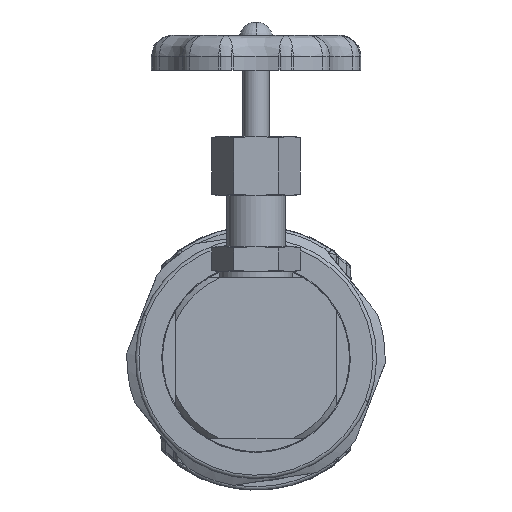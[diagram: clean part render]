
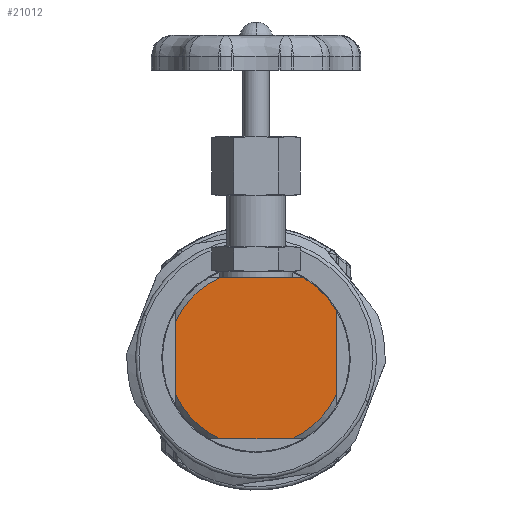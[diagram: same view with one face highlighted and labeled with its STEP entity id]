
A CAD part, front view. The second image highlights one B-rep face of the part: STEP entity #21012.
In plain terms, the highlighted planar face has unit normal (0, -1, 0).
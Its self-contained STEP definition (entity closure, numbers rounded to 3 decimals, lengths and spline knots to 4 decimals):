
#82 = PLANE ( 'NONE',  #1735 ) ;
#418 = CARTESIAN_POINT ( 'NONE',  ( 0., -5.0925, 0. ) ) ;
#1133 = CARTESIAN_POINT ( 'NONE',  ( 0., -5.0925, 0. ) ) ;
#1735 = AXIS2_PLACEMENT_3D ( 'NONE', #418, #21281, #63845 ) ;
#2308 = VERTEX_POINT ( 'NONE', #11140 ) ;
#4146 = DIRECTION ( 'NONE',  ( 1., 0., 0. ) ) ;
#7461 = CARTESIAN_POINT ( 'NONE',  ( 0., -5.0925, 0. ) ) ;
#7722 = ORIENTED_EDGE ( 'NONE', *, *, #23656, .T. ) ;
#7733 = DIRECTION ( 'NONE',  ( 1., 0., 0. ) ) ;
#8373 = VERTEX_POINT ( 'NONE', #35062 ) ;
#8778 = CARTESIAN_POINT ( 'NONE',  ( 0., -5.0925, 0. ) ) ;
#9425 = CARTESIAN_POINT ( 'NONE',  ( -0.9055, -5.0925, 0.9843 ) ) ;
#9990 = DIRECTION ( 'NONE',  ( 1., 0., 0. ) ) ;
#10988 = LINE ( 'NONE', #32119, #33808 ) ;
#11140 = CARTESIAN_POINT ( 'NONE',  ( -0.4102, -5.0925, 0.9055 ) ) ;
#12135 = CARTESIAN_POINT ( 'NONE',  ( -0.9055, -5.0925, 0.4102 ) ) ;
#14263 = VERTEX_POINT ( 'NONE', #12135 ) ;
#14610 = DIRECTION ( 'NONE',  ( 0., 0., -1. ) ) ;
#15033 = CARTESIAN_POINT ( 'NONE',  ( 0.9055, -5.0925, -0.4102 ) ) ;
#16227 = CARTESIAN_POINT ( 'NONE',  ( 0., -5.0925, 0. ) ) ;
#16393 = CARTESIAN_POINT ( 'NONE',  ( 0.5377, -5.0925, 0.9055 ) ) ;
#18158 = CIRCLE ( 'NONE', #56825, 0.9941 ) ;
#18893 = AXIS2_PLACEMENT_3D ( 'NONE', #1133, #55163, #7733 ) ;
#18901 = EDGE_CURVE ( 'NONE', #2308, #49354, #10988, .T. ) ;
#19674 = ORIENTED_EDGE ( 'NONE', *, *, #36376, .T. ) ;
#20329 = EDGE_CURVE ( 'NONE', #14263, #51647, #51318, .T. ) ;
#21012 = ADVANCED_FACE ( 'NONE', ( #47916 ), #82, .T. ) ;
#21281 = DIRECTION ( 'NONE',  ( 0., -1., 0. ) ) ;
#22515 = EDGE_CURVE ( 'NONE', #38661, #60154, #39852, .T. ) ;
#23656 = EDGE_CURVE ( 'NONE', #62488, #8373, #29137, .T. ) ;
#27146 = ORIENTED_EDGE ( 'NONE', *, *, #53395, .T. ) ;
#28359 = CARTESIAN_POINT ( 'NONE',  ( -0.9055, -5.0925, -0.4102 ) ) ;
#28587 = DIRECTION ( 'NONE',  ( 0., -1., 0. ) ) ;
#28784 = CIRCLE ( 'NONE', #39843, 0.9941 ) ;
#29137 = LINE ( 'NONE', #55778, #54993 ) ;
#29488 = ORIENTED_EDGE ( 'NONE', *, *, #20329, .T. ) ;
#31128 = DIRECTION ( 'NONE',  ( 1., 0., 0. ) ) ;
#32119 = CARTESIAN_POINT ( 'NONE',  ( 0., -5.0925, 0.9055 ) ) ;
#32600 = EDGE_CURVE ( 'NONE', #2308, #14263, #28784, .T. ) ;
#33808 = VECTOR ( 'NONE', #9990, 39.3701 ) ;
#34745 = DIRECTION ( 'NONE',  ( 1., 0., 0. ) ) ;
#35062 = CARTESIAN_POINT ( 'NONE',  ( 0.4102, -5.0925, -0.9055 ) ) ;
#36376 = EDGE_CURVE ( 'NONE', #38661, #49354, #48734, .T. ) ;
#38133 = CARTESIAN_POINT ( 'NONE',  ( 0.9055, -5.0925, 0.5377 ) ) ;
#38661 = VERTEX_POINT ( 'NONE', #38133 ) ;
#39615 = DIRECTION ( 'NONE',  ( 0., -1., 0. ) ) ;
#39843 = AXIS2_PLACEMENT_3D ( 'NONE', #16227, #52606, #31128 ) ;
#39852 = LINE ( 'NONE', #49572, #68193 ) ;
#39995 = DIRECTION ( 'NONE',  ( 1., 0., 0. ) ) ;
#40483 = ORIENTED_EDGE ( 'NONE', *, *, #47638, .T. ) ;
#45155 = ORIENTED_EDGE ( 'NONE', *, *, #18901, .F. ) ;
#46445 = ORIENTED_EDGE ( 'NONE', *, *, #32600, .T. ) ;
#47256 = CARTESIAN_POINT ( 'NONE',  ( -0.4102, -5.0925, -0.9055 ) ) ;
#47638 = EDGE_CURVE ( 'NONE', #51647, #62488, #18158, .T. ) ;
#47916 = FACE_OUTER_BOUND ( 'NONE', #49556, .T. ) ;
#48306 = CIRCLE ( 'NONE', #52769, 0.9941 ) ;
#48734 = CIRCLE ( 'NONE', #18893, 1.0531 ) ;
#49354 = VERTEX_POINT ( 'NONE', #16393 ) ;
#49556 = EDGE_LOOP ( 'NONE', ( #7722, #27146, #58738, #19674, #45155, #46445, #29488, #40483 ) ) ;
#49572 = CARTESIAN_POINT ( 'NONE',  ( 0.9055, -5.0925, 0.9843 ) ) ;
#51318 = LINE ( 'NONE', #9425, #62517 ) ;
#51647 = VERTEX_POINT ( 'NONE', #28359 ) ;
#52606 = DIRECTION ( 'NONE',  ( 0., -1., 0. ) ) ;
#52769 = AXIS2_PLACEMENT_3D ( 'NONE', #8778, #39615, #34745 ) ;
#53395 = EDGE_CURVE ( 'NONE', #8373, #60154, #48306, .T. ) ;
#54993 = VECTOR ( 'NONE', #4146, 39.3701 ) ;
#55163 = DIRECTION ( 'NONE',  ( 0., -1., 0. ) ) ;
#55778 = CARTESIAN_POINT ( 'NONE',  ( -0.9843, -5.0925, -0.9055 ) ) ;
#56825 = AXIS2_PLACEMENT_3D ( 'NONE', #7461, #28587, #39995 ) ;
#58738 = ORIENTED_EDGE ( 'NONE', *, *, #22515, .F. ) ;
#60154 = VERTEX_POINT ( 'NONE', #15033 ) ;
#60978 = DIRECTION ( 'NONE',  ( 0., 0., -1. ) ) ;
#62488 = VERTEX_POINT ( 'NONE', #47256 ) ;
#62517 = VECTOR ( 'NONE', #14610, 39.3701 ) ;
#63845 = DIRECTION ( 'NONE',  ( 1., 0., 0. ) ) ;
#68193 = VECTOR ( 'NONE', #60978, 39.3701 ) ;
